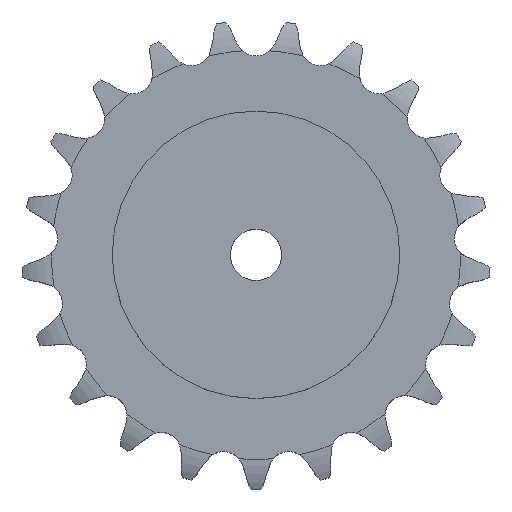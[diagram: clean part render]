
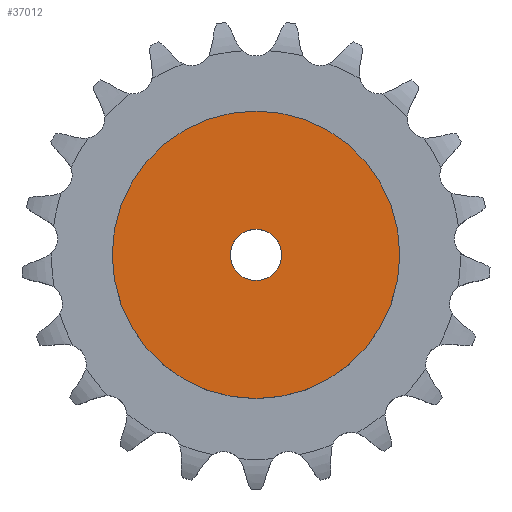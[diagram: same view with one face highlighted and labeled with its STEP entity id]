
A CAD part, top view. The second image highlights one B-rep face of the part: STEP entity #37012.
In plain terms, the highlighted planar face has unit normal (0, 0, 1).
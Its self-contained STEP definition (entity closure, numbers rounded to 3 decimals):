
#19884 = CYLINDRICAL_SURFACE('',#19885,12.5);
#19885 = AXIS2_PLACEMENT_3D('',#19886,#19887,#19888);
#19886 = CARTESIAN_POINT('',(0.,0.,359.537));
#19887 = DIRECTION('',(0.,0.,1.));
#19888 = DIRECTION('',(1.,0.,0.));
#25309 = EDGE_CURVE('',#25310,#25310,#25312,.T.);
#25310 = VERTEX_POINT('',#25311);
#25311 = CARTESIAN_POINT('',(12.5,0.,80.));
#25312 = SURFACE_CURVE('',#25313,(#25318,#25325),.PCURVE_S1.);
#25313 = CIRCLE('',#25314,12.5);
#25314 = AXIS2_PLACEMENT_3D('',#25315,#25316,#25317);
#25315 = CARTESIAN_POINT('',(0.,0.,80.));
#25316 = DIRECTION('',(0.,0.,1.));
#25317 = DIRECTION('',(1.,0.,0.));
#25318 = PCURVE('',#19884,#25319);
#25319 = DEFINITIONAL_REPRESENTATION('',(#25320),#25324);
#25320 = LINE('',#25321,#25322);
#25321 = CARTESIAN_POINT('',(0.,-279.537));
#25322 = VECTOR('',#25323,1.);
#25323 = DIRECTION('',(1.,0.));
#25324 = ( GEOMETRIC_REPRESENTATION_CONTEXT(2) 
PARAMETRIC_REPRESENTATION_CONTEXT() REPRESENTATION_CONTEXT('2D SPACE',''
  ) );
#25325 = PCURVE('',#25326,#25331);
#25326 = PLANE('',#25327);
#25327 = AXIS2_PLACEMENT_3D('',#25328,#25329,#25330);
#25328 = CARTESIAN_POINT('',(0.,0.,80.)
  );
#25329 = DIRECTION('',(0.,0.,1.));
#25330 = DIRECTION('',(1.,0.,0.));
#25331 = DEFINITIONAL_REPRESENTATION('',(#25332),#25336);
#25332 = CIRCLE('',#25333,12.5);
#25333 = AXIS2_PLACEMENT_2D('',#25334,#25335);
#25334 = CARTESIAN_POINT('',(0.,0.));
#25335 = DIRECTION('',(1.,0.));
#25336 = ( GEOMETRIC_REPRESENTATION_CONTEXT(2) 
PARAMETRIC_REPRESENTATION_CONTEXT() REPRESENTATION_CONTEXT('2D SPACE',''
  ) );
#37012 = ADVANCED_FACE('',(#37013,#37044),#25326,.T.);
#37013 = FACE_BOUND('',#37014,.T.);
#37014 = EDGE_LOOP('',(#37015));
#37015 = ORIENTED_EDGE('',*,*,#37016,.T.);
#37016 = EDGE_CURVE('',#37017,#37017,#37019,.T.);
#37017 = VERTEX_POINT('',#37018);
#37018 = CARTESIAN_POINT('',(70.,0.,80.));
#37019 = SURFACE_CURVE('',#37020,(#37025,#37032),.PCURVE_S1.);
#37020 = CIRCLE('',#37021,70.);
#37021 = AXIS2_PLACEMENT_3D('',#37022,#37023,#37024);
#37022 = CARTESIAN_POINT('',(0.,0.,80.));
#37023 = DIRECTION('',(0.,0.,1.));
#37024 = DIRECTION('',(1.,0.,0.));
#37025 = PCURVE('',#25326,#37026);
#37026 = DEFINITIONAL_REPRESENTATION('',(#37027),#37031);
#37027 = CIRCLE('',#37028,70.);
#37028 = AXIS2_PLACEMENT_2D('',#37029,#37030);
#37029 = CARTESIAN_POINT('',(0.,0.));
#37030 = DIRECTION('',(1.,0.));
#37031 = ( GEOMETRIC_REPRESENTATION_CONTEXT(2) 
PARAMETRIC_REPRESENTATION_CONTEXT() REPRESENTATION_CONTEXT('2D SPACE',''
  ) );
#37032 = PCURVE('',#37033,#37038);
#37033 = CYLINDRICAL_SURFACE('',#37034,70.);
#37034 = AXIS2_PLACEMENT_3D('',#37035,#37036,#37037);
#37035 = CARTESIAN_POINT('',(0.,0.,0.));
#37036 = DIRECTION('',(-0.,-0.,-1.));
#37037 = DIRECTION('',(1.,0.,0.));
#37038 = DEFINITIONAL_REPRESENTATION('',(#37039),#37043);
#37039 = LINE('',#37040,#37041);
#37040 = CARTESIAN_POINT('',(-0.,-80.));
#37041 = VECTOR('',#37042,1.);
#37042 = DIRECTION('',(-1.,0.));
#37043 = ( GEOMETRIC_REPRESENTATION_CONTEXT(2) 
PARAMETRIC_REPRESENTATION_CONTEXT() REPRESENTATION_CONTEXT('2D SPACE',''
  ) );
#37044 = FACE_BOUND('',#37045,.T.);
#37045 = EDGE_LOOP('',(#37046));
#37046 = ORIENTED_EDGE('',*,*,#25309,.F.);
